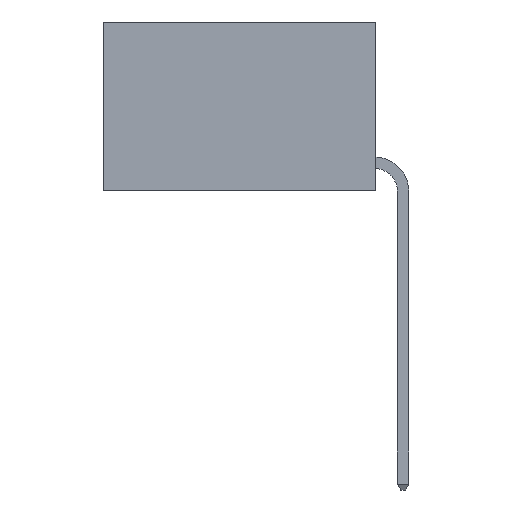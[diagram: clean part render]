
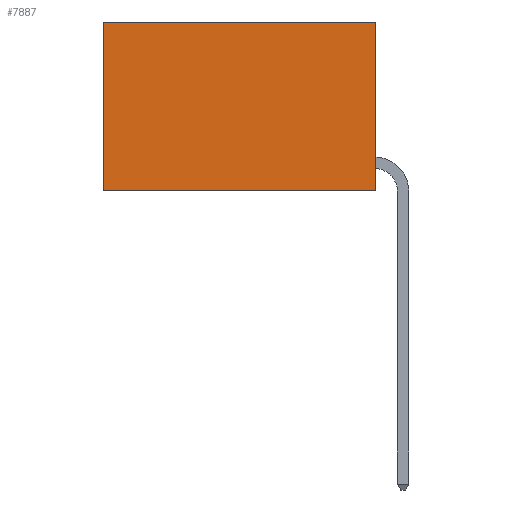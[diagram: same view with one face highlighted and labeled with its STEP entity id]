
A CAD part, left-side view. The second image highlights one B-rep face of the part: STEP entity #7887.
In plain terms, the highlighted planar face has unit normal (-1, 0, 0).
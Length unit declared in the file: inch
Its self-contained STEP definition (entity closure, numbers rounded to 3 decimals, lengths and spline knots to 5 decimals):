
#78 = DIRECTION ( 'NONE',  ( 0., 0., -1. ) ) ;
#621 = DIRECTION ( 'NONE',  ( 0., 0., -1. ) ) ;
#924 = EDGE_LOOP ( 'NONE', ( #2760, #1755, #1217, #1564 ) ) ;
#1217 = ORIENTED_EDGE ( 'NONE', *, *, #4302, .F. ) ;
#1318 = EDGE_CURVE ( 'NONE', #6563, #1834, #4856, .T. ) ;
#1367 = VERTEX_POINT ( 'NONE', #2383 ) ;
#1564 = ORIENTED_EDGE ( 'NONE', *, *, #1318, .T. ) ;
#1755 = ORIENTED_EDGE ( 'NONE', *, *, #6624, .F. ) ;
#1834 = VERTEX_POINT ( 'NONE', #7557 ) ;
#1845 = VECTOR ( 'NONE', #78, 39.37008 ) ;
#2383 = CARTESIAN_POINT ( 'NONE',  ( 0.2625, 0.6, -0.37 ) ) ;
#2667 = DIRECTION ( 'NONE',  ( 0., 0., -1. ) ) ;
#2760 = ORIENTED_EDGE ( 'NONE', *, *, #6425, .T. ) ;
#3054 = DIRECTION ( 'NONE',  ( 0., 1., 0. ) ) ;
#3133 = DIRECTION ( 'NONE',  ( 1., 0., 0. ) ) ;
#3486 = LINE ( 'NONE', #7201, #7799 ) ;
#3566 = FACE_OUTER_BOUND ( 'NONE', #924, .T. ) ;
#4302 = EDGE_CURVE ( 'NONE', #6563, #6970, #7577, .T. ) ;
#4342 = AXIS2_PLACEMENT_3D ( 'NONE', #4902, #3133, #621 ) ;
#4398 = CARTESIAN_POINT ( 'NONE',  ( 0.2625, 0., 0. ) ) ;
#4696 = CARTESIAN_POINT ( 'NONE',  ( 0.2625, 0., -0.37 ) ) ;
#4856 = LINE ( 'NONE', #6278, #6262 ) ;
#4902 = CARTESIAN_POINT ( 'NONE',  ( 0.2625, 0., 0. ) ) ;
#5933 = CARTESIAN_POINT ( 'NONE',  ( 0.2625, 0., 0. ) ) ;
#6238 = VECTOR ( 'NONE', #2667, 39.37008 ) ;
#6262 = VECTOR ( 'NONE', #6268, 39.37008 ) ;
#6268 = DIRECTION ( 'NONE',  ( 0., 1., 0. ) ) ;
#6278 = CARTESIAN_POINT ( 'NONE',  ( 0.2625, 0., 0. ) ) ;
#6425 = EDGE_CURVE ( 'NONE', #1834, #1367, #6567, .T. ) ;
#6563 = VERTEX_POINT ( 'NONE', #5933 ) ;
#6567 = LINE ( 'NONE', #7418, #1845 ) ;
#6624 = EDGE_CURVE ( 'NONE', #6970, #1367, #3486, .T. ) ;
#6970 = VERTEX_POINT ( 'NONE', #4696 ) ;
#7201 = CARTESIAN_POINT ( 'NONE',  ( 0.2625, 0., -0.37 ) ) ;
#7418 = CARTESIAN_POINT ( 'NONE',  ( 0.2625, 0.6, 0. ) ) ;
#7557 = CARTESIAN_POINT ( 'NONE',  ( 0.2625, 0.6, 0. ) ) ;
#7577 = LINE ( 'NONE', #4398, #6238 ) ;
#7799 = VECTOR ( 'NONE', #3054, 39.37008 ) ;
#7839 = PLANE ( 'NONE',  #4342 ) ;
#7887 = ADVANCED_FACE ( 'NONE', ( #3566 ), #7839, .F. ) ;
